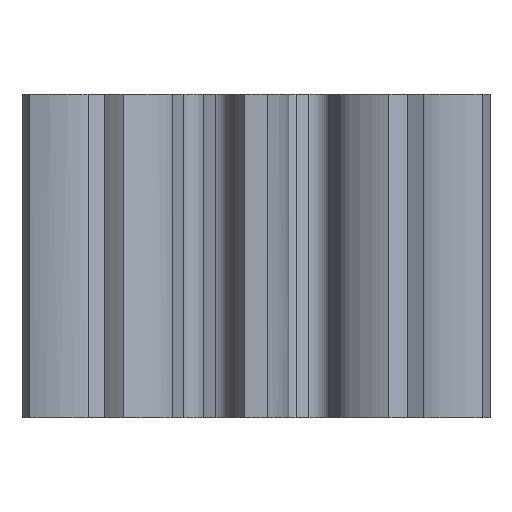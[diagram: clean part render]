
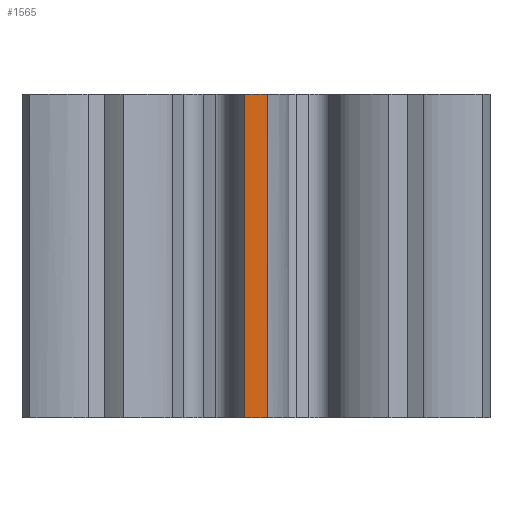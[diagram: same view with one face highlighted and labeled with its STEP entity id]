
A CAD part, left-side view. The second image highlights one B-rep face of the part: STEP entity #1565.
In plain terms, the highlighted cylindrical face has radius 3.81 mm (diameter 7.62 mm), a partial arc.
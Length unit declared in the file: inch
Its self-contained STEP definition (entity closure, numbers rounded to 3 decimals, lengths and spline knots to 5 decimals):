
#141=FACE_OUTER_BOUND('',#225,.T.);
#225=EDGE_LOOP('',(#1229,#1230,#1231,#1232));
#339=LINE('',#5991,#460);
#340=LINE('',#5995,#461);
#460=VECTOR('',#2019,0.3937);
#461=VECTOR('',#2024,0.3937);
#533=CIRCLE('',#1651,0.15);
#572=CIRCLE('',#1714,0.15);
#638=VERTEX_POINT('',#3328);
#639=VERTEX_POINT('',#3404);
#714=VERTEX_POINT('',#5915);
#715=VERTEX_POINT('',#5993);
#807=EDGE_CURVE('',#639,#638,#533,.T.);
#913=EDGE_CURVE('',#638,#714,#339,.T.);
#914=EDGE_CURVE('',#715,#714,#572,.T.);
#915=EDGE_CURVE('',#639,#715,#340,.T.);
#1229=ORIENTED_EDGE('',*,*,#807,.T.);
#1230=ORIENTED_EDGE('',*,*,#913,.T.);
#1231=ORIENTED_EDGE('',*,*,#914,.F.);
#1232=ORIENTED_EDGE('',*,*,#915,.F.);
#1504=CYLINDRICAL_SURFACE('',#1713,0.15);
#1565=ADVANCED_FACE('',(#141),#1504,.T.);
#1651=AXIS2_PLACEMENT_3D('',#3405,#1846,#1847);
#1713=AXIS2_PLACEMENT_3D('',#5992,#2020,#2021);
#1714=AXIS2_PLACEMENT_3D('',#5994,#2022,#2023);
#1846=DIRECTION('center_axis',(0.,0.,1.));
#1847=DIRECTION('ref_axis',(-0.999,0.049,0.));
#2019=DIRECTION('',(0.,0.,1.));
#2020=DIRECTION('center_axis',(0.,0.,1.));
#2021=DIRECTION('ref_axis',(-0.999,0.049,0.));
#2022=DIRECTION('center_axis',(0.,0.,1.));
#2023=DIRECTION('ref_axis',(-0.999,0.049,0.));
#2024=DIRECTION('',(0.,0.,1.));
#3328=CARTESIAN_POINT('',(-0.14982,-0.00734,0.));
#3404=CARTESIAN_POINT('',(-0.14982,0.00734,0.));
#3405=CARTESIAN_POINT('Origin',(0.,0.,
0.));
#5915=CARTESIAN_POINT('',(-0.14982,-0.00734,0.2));
#5991=CARTESIAN_POINT('',(-0.14982,-0.00734,0.));
#5992=CARTESIAN_POINT('Origin',(0.,0.,
0.));
#5993=CARTESIAN_POINT('',(-0.14982,0.00734,0.2));
#5994=CARTESIAN_POINT('Origin',(0.,0.,
0.2));
#5995=CARTESIAN_POINT('',(-0.14982,0.00734,0.));
